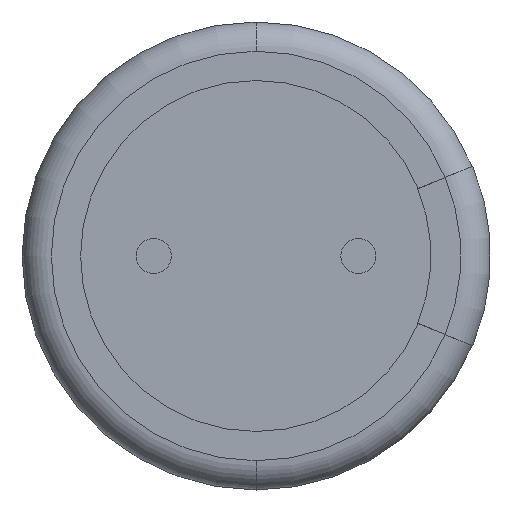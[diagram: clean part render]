
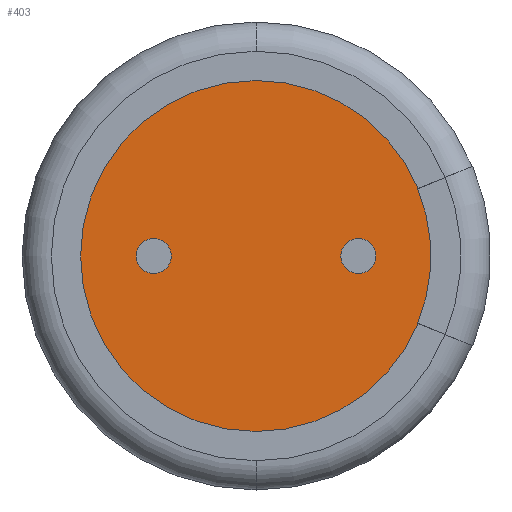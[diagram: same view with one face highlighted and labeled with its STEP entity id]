
A CAD part, front view. The second image highlights one B-rep face of the part: STEP entity #403.
In plain terms, the highlighted planar face has unit normal (0, -1, 0).
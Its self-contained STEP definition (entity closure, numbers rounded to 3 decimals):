
#10 = CARTESIAN_POINT ( 'NONE',  ( 0., 0.3, -3. ) ) ;
#29 = DIRECTION ( 'NONE',  ( 0., 0., -1. ) ) ;
#56 = CIRCLE ( 'NONE', #791, 3. ) ;
#78 = VERTEX_POINT ( 'NONE', #987 ) ;
#114 = DIRECTION ( 'NONE',  ( 0., 0., -1. ) ) ;
#123 = DIRECTION ( 'NONE',  ( 0., -1., 0. ) ) ;
#125 = ORIENTED_EDGE ( 'NONE', *, *, #362, .F. ) ;
#129 = VERTEX_POINT ( 'NONE', #1462 ) ;
#167 = DIRECTION ( 'NONE',  ( 0., 0., -1. ) ) ;
#176 = AXIS2_PLACEMENT_3D ( 'NONE', #907, #1271, #114 ) ;
#225 = CARTESIAN_POINT ( 'NONE',  ( -1.75, 0.3, 0. ) ) ;
#306 = VERTEX_POINT ( 'NONE', #10 ) ;
#310 = VERTEX_POINT ( 'NONE', #1312 ) ;
#316 = FACE_BOUND ( 'NONE', #2086, .T. ) ;
#320 = CARTESIAN_POINT ( 'NONE',  ( -0.001, 0.3, -0.004 ) ) ;
#346 = CARTESIAN_POINT ( 'NONE',  ( 0., 0.3, 0. ) ) ;
#362 = EDGE_CURVE ( 'NONE', #1027, #310, #1049, .T. ) ;
#398 = FACE_OUTER_BOUND ( 'NONE', #534, .T. ) ;
#403 = ADVANCED_FACE ( 'NONE', ( #398, #2460, #316 ), #609, .T. ) ;
#418 = DIRECTION ( 'NONE',  ( 0., 0., -1. ) ) ;
#447 = EDGE_CURVE ( 'NONE', #310, #1027, #2521, .T. ) ;
#526 = ORIENTED_EDGE ( 'NONE', *, *, #2473, .T. ) ;
#534 = EDGE_LOOP ( 'NONE', ( #1890, #1577, #1706, #526, #1724, #1858 ) ) ;
#544 = ORIENTED_EDGE ( 'NONE', *, *, #447, .F. ) ;
#555 = DIRECTION ( 'NONE',  ( 0., 0., -1. ) ) ;
#561 = AXIS2_PLACEMENT_3D ( 'NONE', #1566, #1180, #29 ) ;
#608 = AXIS2_PLACEMENT_3D ( 'NONE', #1997, #637, #839 ) ;
#609 = PLANE ( 'NONE',  #176 ) ;
#615 = EDGE_CURVE ( 'NONE', #1133, #1758, #893, .T. ) ;
#636 = EDGE_CURVE ( 'NONE', #1296, #1516, #1115, .T. ) ;
#637 = DIRECTION ( 'NONE',  ( 0., -1., 0. ) ) ;
#677 = CARTESIAN_POINT ( 'NONE',  ( 1.75, 0.3, 0.3 ) ) ;
#743 = DIRECTION ( 'NONE',  ( -0.924, 0., 0.383 ) ) ;
#791 = AXIS2_PLACEMENT_3D ( 'NONE', #346, #2067, #1293 ) ;
#839 = DIRECTION ( 'NONE',  ( 0., 0., -1. ) ) ;
#893 = CIRCLE ( 'NONE', #1134, 0.3 ) ;
#907 = CARTESIAN_POINT ( 'NONE',  ( 0., 0.3, 0. ) ) ;
#925 = CARTESIAN_POINT ( 'NONE',  ( 0., 0.3, 0. ) ) ;
#987 = CARTESIAN_POINT ( 'NONE',  ( 2.762, 0.3, -1.148 ) ) ;
#999 = DIRECTION ( 'NONE',  ( 0., 0., 1. ) ) ;
#1027 = VERTEX_POINT ( 'NONE', #1784 ) ;
#1049 = CIRCLE ( 'NONE', #2143, 0.3 ) ;
#1089 = CIRCLE ( 'NONE', #1102, 3. ) ;
#1094 = DIRECTION ( 'NONE',  ( 0., 0., 1. ) ) ;
#1102 = AXIS2_PLACEMENT_3D ( 'NONE', #925, #1326, #167 ) ;
#1106 = CARTESIAN_POINT ( 'NONE',  ( 1.75, 0.3, -0.3 ) ) ;
#1115 = CIRCLE ( 'NONE', #608, 3. ) ;
#1133 = VERTEX_POINT ( 'NONE', #1106 ) ;
#1134 = AXIS2_PLACEMENT_3D ( 'NONE', #1392, #1203, #999 ) ;
#1135 = LINE ( 'NONE', #1538, #1596 ) ;
#1175 = CIRCLE ( 'NONE', #2399, 0.3 ) ;
#1180 = DIRECTION ( 'NONE',  ( 0., -1., 0. ) ) ;
#1203 = DIRECTION ( 'NONE',  ( 0., -1., 0. ) ) ;
#1233 = AXIS2_PLACEMENT_3D ( 'NONE', #2096, #2297, #555 ) ;
#1271 = DIRECTION ( 'NONE',  ( 0., -1., 0. ) ) ;
#1293 = DIRECTION ( 'NONE',  ( 0., 0., -1. ) ) ;
#1296 = VERTEX_POINT ( 'NONE', #1646 ) ;
#1311 = EDGE_CURVE ( 'NONE', #1758, #1133, #1175, .T. ) ;
#1312 = CARTESIAN_POINT ( 'NONE',  ( -1.75, 0.3, -0.3 ) ) ;
#1326 = DIRECTION ( 'NONE',  ( 0., -1., 0. ) ) ;
#1392 = CARTESIAN_POINT ( 'NONE',  ( 1.75, 0.3, 0. ) ) ;
#1462 = CARTESIAN_POINT ( 'NONE',  ( 2.77, 0.3, -1.152 ) ) ;
#1493 = ORIENTED_EDGE ( 'NONE', *, *, #1311, .F. ) ;
#1516 = VERTEX_POINT ( 'NONE', #1780 ) ;
#1538 = CARTESIAN_POINT ( 'NONE',  ( -0.001, 0.3, 0.004 ) ) ;
#1566 = CARTESIAN_POINT ( 'NONE',  ( -1.75, 0.3, 0. ) ) ;
#1577 = ORIENTED_EDGE ( 'NONE', *, *, #636, .T. ) ;
#1585 = DIRECTION ( 'NONE',  ( 0., -1., 0. ) ) ;
#1596 = VECTOR ( 'NONE', #2197, 1000. ) ;
#1646 = CARTESIAN_POINT ( 'NONE',  ( 2.77, 0.3, 1.152 ) ) ;
#1706 = ORIENTED_EDGE ( 'NONE', *, *, #2207, .T. ) ;
#1724 = ORIENTED_EDGE ( 'NONE', *, *, #2488, .T. ) ;
#1758 = VERTEX_POINT ( 'NONE', #677 ) ;
#1780 = CARTESIAN_POINT ( 'NONE',  ( 0., 0.3, 3. ) ) ;
#1784 = CARTESIAN_POINT ( 'NONE',  ( -1.75, 0.3, 0.3 ) ) ;
#1823 = VERTEX_POINT ( 'NONE', #1945 ) ;
#1858 = ORIENTED_EDGE ( 'NONE', *, *, #2187, .T. ) ;
#1890 = ORIENTED_EDGE ( 'NONE', *, *, #2379, .F. ) ;
#1945 = CARTESIAN_POINT ( 'NONE',  ( 2.762, 0.3, 1.148 ) ) ;
#1997 = CARTESIAN_POINT ( 'NONE',  ( 0., 0.3, 0. ) ) ;
#2045 = VECTOR ( 'NONE', #743, 1000. ) ;
#2049 = CARTESIAN_POINT ( 'NONE',  ( 1.75, 0.3, 0. ) ) ;
#2050 = CIRCLE ( 'NONE', #1233, 3. ) ;
#2067 = DIRECTION ( 'NONE',  ( 0., -1., 0. ) ) ;
#2086 = EDGE_LOOP ( 'NONE', ( #125, #544 ) ) ;
#2096 = CARTESIAN_POINT ( 'NONE',  ( -0.01, 0.3, 0. ) ) ;
#2106 = LINE ( 'NONE', #320, #2045 ) ;
#2125 = ORIENTED_EDGE ( 'NONE', *, *, #615, .F. ) ;
#2143 = AXIS2_PLACEMENT_3D ( 'NONE', #225, #1585, #418 ) ;
#2187 = EDGE_CURVE ( 'NONE', #78, #1823, #2050, .T. ) ;
#2197 = DIRECTION ( 'NONE',  ( -0.924, 0., -0.383 ) ) ;
#2207 = EDGE_CURVE ( 'NONE', #1516, #306, #1089, .T. ) ;
#2297 = DIRECTION ( 'NONE',  ( 0., -1., 0. ) ) ;
#2379 = EDGE_CURVE ( 'NONE', #1296, #1823, #1135, .T. ) ;
#2399 = AXIS2_PLACEMENT_3D ( 'NONE', #2049, #123, #1094 ) ;
#2424 = EDGE_LOOP ( 'NONE', ( #1493, #2125 ) ) ;
#2460 = FACE_BOUND ( 'NONE', #2424, .T. ) ;
#2473 = EDGE_CURVE ( 'NONE', #306, #129, #56, .T. ) ;
#2488 = EDGE_CURVE ( 'NONE', #129, #78, #2106, .T. ) ;
#2521 = CIRCLE ( 'NONE', #561, 0.3 ) ;
